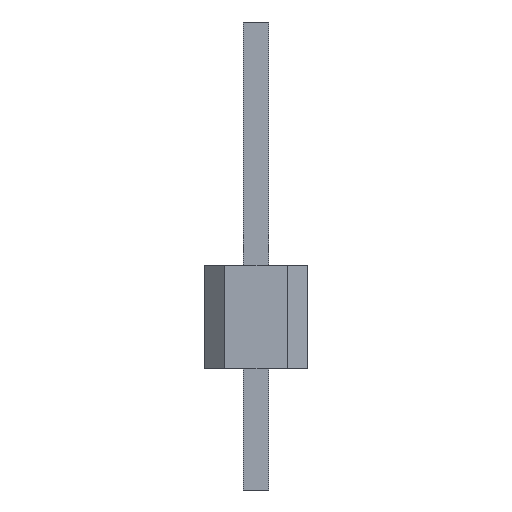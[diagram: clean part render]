
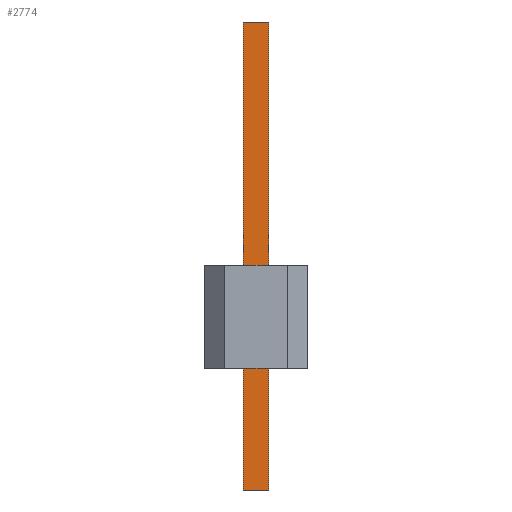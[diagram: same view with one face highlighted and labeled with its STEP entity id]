
A CAD part, left-side view. The second image highlights one B-rep face of the part: STEP entity #2774.
In plain terms, the highlighted planar face has unit normal (-1, 0, 0).
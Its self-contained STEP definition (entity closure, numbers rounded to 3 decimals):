
#2719 = VERTEX_POINT ( 'NONE', #3703 ) ;
#2720 = ORIENTED_EDGE ( 'NONE', *, *, #2721, .T. ) ;
#2721 = EDGE_CURVE ( 'NONE', #2719, #2722, #3702, .T. ) ;
#2722 = VERTEX_POINT ( 'NONE', #3698 ) ;
#2723 = ORIENTED_EDGE ( 'NONE', *, *, #2724, .T. ) ;
#2724 = EDGE_CURVE ( 'NONE', #2722, #2780, #3697, .T. ) ;
#2774 = ADVANCED_FACE ( 'NONE', ( #3913 ), #3912, .T. ) ;
#2776 = EDGE_LOOP ( 'NONE', ( #2777, #2781, #2720, #2723 ) ) ;
#2777 = ORIENTED_EDGE ( 'NONE', *, *, #2778, .F. ) ;
#2778 = EDGE_CURVE ( 'NONE', #2779, #2780, #3907, .T. ) ;
#2779 = VERTEX_POINT ( 'NONE', #3903 ) ;
#2780 = VERTEX_POINT ( 'NONE', #3902 ) ;
#2781 = ORIENTED_EDGE ( 'NONE', *, *, #2782, .F. ) ;
#2782 = EDGE_CURVE ( 'NONE', #2719, #2779, #3900, .T. ) ;
#3694 = DIRECTION ( 'NONE',  ( 0., 0., -1. ) ) ;
#3695 = VECTOR ( 'NONE', #3694, 1000. ) ;
#3696 = CARTESIAN_POINT ( 'NONE',  ( -0.32, 0.32, 8.54 ) ) ;
#3697 = LINE ( 'NONE', #3696, #3695 ) ;
#3698 = CARTESIAN_POINT ( 'NONE',  ( -0.32, 0.32, 8.54 ) ) ;
#3699 = DIRECTION ( 'NONE',  ( 0., 1., 0. ) ) ;
#3700 = VECTOR ( 'NONE', #3699, 1000. ) ;
#3701 = CARTESIAN_POINT ( 'NONE',  ( -0.32, 0.32, 8.54 ) ) ;
#3702 = LINE ( 'NONE', #3701, #3700 ) ;
#3703 = CARTESIAN_POINT ( 'NONE',  ( -0.32, -0.32, 8.54 ) ) ;
#3897 = DIRECTION ( 'NONE',  ( 0., 0., -1. ) ) ;
#3898 = VECTOR ( 'NONE', #3897, 1000. ) ;
#3899 = CARTESIAN_POINT ( 'NONE',  ( -0.32, -0.32, 8.54 ) ) ;
#3900 = LINE ( 'NONE', #3899, #3898 ) ;
#3902 = CARTESIAN_POINT ( 'NONE',  ( -0.32, 0.32, -3. ) ) ;
#3903 = CARTESIAN_POINT ( 'NONE',  ( -0.32, -0.32, -3. ) ) ;
#3904 = DIRECTION ( 'NONE',  ( 0., 1., 0. ) ) ;
#3905 = VECTOR ( 'NONE', #3904, 1000. ) ;
#3906 = CARTESIAN_POINT ( 'NONE',  ( -0.32, 0.32, -3. ) ) ;
#3907 = LINE ( 'NONE', #3906, #3905 ) ;
#3908 = DIRECTION ( 'NONE',  ( 0., -1., 0. ) ) ;
#3909 = DIRECTION ( 'NONE',  ( -1., 0., 0. ) ) ;
#3910 = CARTESIAN_POINT ( 'NONE',  ( -0.32, 0.32, 8.54 ) ) ;
#3911 = AXIS2_PLACEMENT_3D ( 'NONE', #3910, #3909, #3908 ) ;
#3912 = PLANE ( 'NONE',  #3911 ) ;
#3913 = FACE_OUTER_BOUND ( 'NONE', #2776, .T. ) ;
